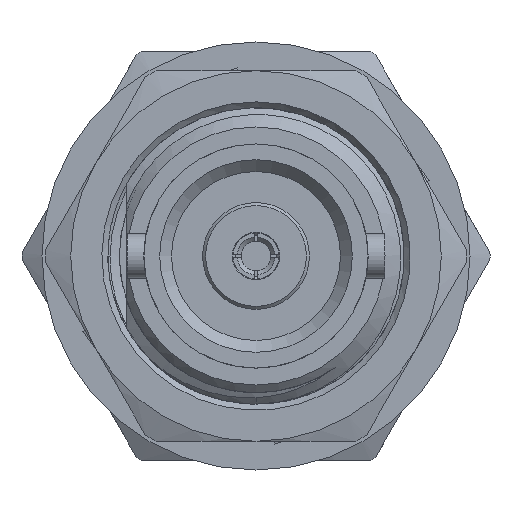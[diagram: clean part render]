
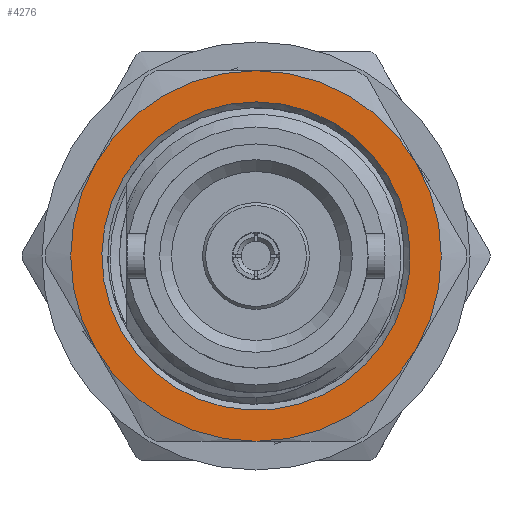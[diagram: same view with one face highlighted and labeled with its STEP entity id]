
A CAD part, left-side view. The second image highlights one B-rep face of the part: STEP entity #4276.
In plain terms, the highlighted planar face has unit normal (-1, 0, 0).
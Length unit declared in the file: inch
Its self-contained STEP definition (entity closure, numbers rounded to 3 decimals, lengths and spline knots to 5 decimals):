
#120 = CARTESIAN_POINT ( 'NONE',  ( 0.55065, 0., 0. ) ) ;
#271 = DIRECTION ( 'NONE',  ( 0., -0.5, 0.866 ) ) ;
#876 = EDGE_CURVE ( 'NONE', #5483, #11430, #19475, .T. ) ;
#1227 = ORIENTED_EDGE ( 'NONE', *, *, #22800, .T. ) ;
#1434 = DIRECTION ( 'NONE',  ( -1., 0., 0. ) ) ;
#1861 = AXIS2_PLACEMENT_3D ( 'NONE', #10400, #14035, #24170 ) ;
#2018 = CARTESIAN_POINT ( 'NONE',  ( 0.55065, 0., -0.3125 ) ) ;
#2263 = AXIS2_PLACEMENT_3D ( 'NONE', #14951, #8773, #8903 ) ;
#2313 = CARTESIAN_POINT ( 'NONE',  ( 0.55065, 0., 0. ) ) ;
#2347 = CARTESIAN_POINT ( 'NONE',  ( 0.55065, 0., 0. ) ) ;
#2414 = ORIENTED_EDGE ( 'NONE', *, *, #4116, .T. ) ;
#2476 = DIRECTION ( 'NONE',  ( -1., 0., 0. ) ) ;
#2616 = ORIENTED_EDGE ( 'NONE', *, *, #19366, .F. ) ;
#3070 = PLANE ( 'NONE',  #14628 ) ;
#3186 = EDGE_LOOP ( 'NONE', ( #9552 ) ) ;
#3846 = ORIENTED_EDGE ( 'NONE', *, *, #876, .T. ) ;
#4116 = EDGE_CURVE ( 'NONE', #11430, #12838, #5983, .T. ) ;
#4276 = ADVANCED_FACE ( 'NONE', ( #19026, #22734 ), #3070, .F. ) ;
#4873 = CARTESIAN_POINT ( 'NONE',  ( 0.55065, 0., 0. ) ) ;
#5483 = VERTEX_POINT ( 'NONE', #11546 ) ;
#5682 = VERTEX_POINT ( 'NONE', #24756 ) ;
#5881 = VERTEX_POINT ( 'NONE', #23722 ) ;
#5983 = CIRCLE ( 'NONE', #1861, 0.3125 ) ;
#6682 = EDGE_CURVE ( 'NONE', #12838, #5881, #18327, .T. ) ;
#7166 = AXIS2_PLACEMENT_3D ( 'NONE', #2347, #2476, #22025 ) ;
#7570 = EDGE_CURVE ( 'NONE', #5682, #5483, #17455, .T. ) ;
#8230 = AXIS2_PLACEMENT_3D ( 'NONE', #20736, #1434, #21232 ) ;
#8323 = CARTESIAN_POINT ( 'NONE',  ( 0.55065, 0., 0. ) ) ;
#8773 = DIRECTION ( 'NONE',  ( 1., 0., 0. ) ) ;
#8790 = CARTESIAN_POINT ( 'NONE',  ( 0.55065, -0.13, 0.22517 ) ) ;
#8903 = DIRECTION ( 'NONE',  ( 0., -0.5, 0.866 ) ) ;
#8986 = DIRECTION ( 'NONE',  ( 0., 1., 0. ) ) ;
#9552 = ORIENTED_EDGE ( 'NONE', *, *, #9930, .T. ) ;
#9930 = EDGE_CURVE ( 'NONE', #18830, #18830, #21156, .T. ) ;
#10400 = CARTESIAN_POINT ( 'NONE',  ( 0.55065, 0., 0. ) ) ;
#10912 = DIRECTION ( 'NONE',  ( 1., 0., 0. ) ) ;
#11430 = VERTEX_POINT ( 'NONE', #12389 ) ;
#11546 = CARTESIAN_POINT ( 'NONE',  ( 0.55065, 0.27063, 0.15625 ) ) ;
#12389 = CARTESIAN_POINT ( 'NONE',  ( 0.55065, 0.27063, -0.15625 ) ) ;
#12838 = VERTEX_POINT ( 'NONE', #2018 ) ;
#12863 = CARTESIAN_POINT ( 'NONE',  ( 0.55065, -0.27063, 0.15625 ) ) ;
#13889 = DIRECTION ( 'NONE',  ( 0., -0.5, 0.866 ) ) ;
#13906 = DIRECTION ( 'NONE',  ( -1., 0., 0. ) ) ;
#14035 = DIRECTION ( 'NONE',  ( -1., 0., 0. ) ) ;
#14082 = ORIENTED_EDGE ( 'NONE', *, *, #7570, .T. ) ;
#14358 = AXIS2_PLACEMENT_3D ( 'NONE', #120, #23251, #13889 ) ;
#14628 = AXIS2_PLACEMENT_3D ( 'NONE', #4873, #10912, #8986 ) ;
#14811 = CIRCLE ( 'NONE', #8230, 0.3125 ) ;
#14951 = CARTESIAN_POINT ( 'NONE',  ( 0.55065, 0., 0. ) ) ;
#15176 = CIRCLE ( 'NONE', #14358, 0.3125 ) ;
#16191 = DIRECTION ( 'NONE',  ( 0., -0.5, 0.866 ) ) ;
#17455 = CIRCLE ( 'NONE', #19092, 0.3125 ) ;
#17982 = DIRECTION ( 'NONE',  ( -1., 0., 0. ) ) ;
#18327 = CIRCLE ( 'NONE', #7166, 0.3125 ) ;
#18830 = VERTEX_POINT ( 'NONE', #8790 ) ;
#19026 = FACE_BOUND ( 'NONE', #3186, .T. ) ;
#19077 = AXIS2_PLACEMENT_3D ( 'NONE', #8323, #17982, #16191 ) ;
#19092 = AXIS2_PLACEMENT_3D ( 'NONE', #2313, #13906, #271 ) ;
#19366 = EDGE_CURVE ( 'NONE', #24625, #5881, #15176, .T. ) ;
#19475 = CIRCLE ( 'NONE', #19077, 0.3125 ) ;
#20736 = CARTESIAN_POINT ( 'NONE',  ( 0.55065, 0., 0. ) ) ;
#21156 = CIRCLE ( 'NONE', #2263, 0.26 ) ;
#21232 = DIRECTION ( 'NONE',  ( 0., -0.5, 0.866 ) ) ;
#22025 = DIRECTION ( 'NONE',  ( 0., -0.5, 0.866 ) ) ;
#22734 = FACE_OUTER_BOUND ( 'NONE', #25345, .T. ) ;
#22800 = EDGE_CURVE ( 'NONE', #24625, #5682, #14811, .T. ) ;
#23251 = DIRECTION ( 'NONE',  ( 1., 0., 0. ) ) ;
#23722 = CARTESIAN_POINT ( 'NONE',  ( 0.55065, -0.27063, -0.15625 ) ) ;
#23840 = ORIENTED_EDGE ( 'NONE', *, *, #6682, .T. ) ;
#24170 = DIRECTION ( 'NONE',  ( 0., -0.5, 0.866 ) ) ;
#24625 = VERTEX_POINT ( 'NONE', #12863 ) ;
#24756 = CARTESIAN_POINT ( 'NONE',  ( 0.55065, 0., 0.3125 ) ) ;
#25345 = EDGE_LOOP ( 'NONE', ( #1227, #14082, #3846, #2414, #23840, #2616 ) ) ;
